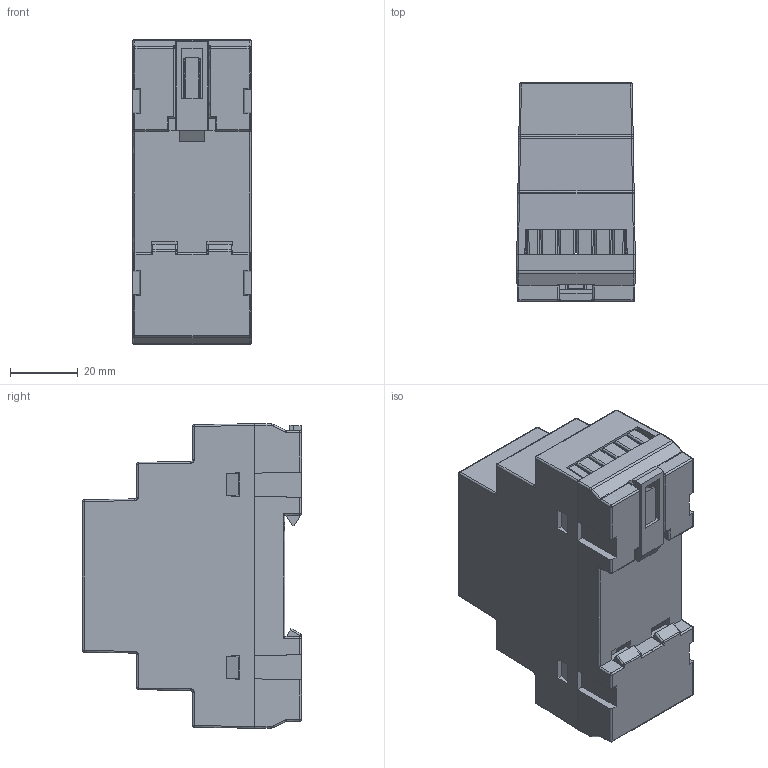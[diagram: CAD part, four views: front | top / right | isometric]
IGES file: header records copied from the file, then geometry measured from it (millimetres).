
Start section: SolidWorks IGES file using analytic representation for surfaces
Global section: file name: Z-106F.IGS; native system: SolidWorks 2009; preprocessor: SolidWorks 2009; author: uki; date: 120410.223550; units: millimetre
Bounding box: 35.15 x 64.7 x 90 mm (x, y, z)
Surface area: 42695.8 mm2 (no closed solid volume)
Topology: 0 solids, 0 shells, 942 faces, 7609 edges, 7609 vertices
Faces by surface type: bspline 622, revolution 320
